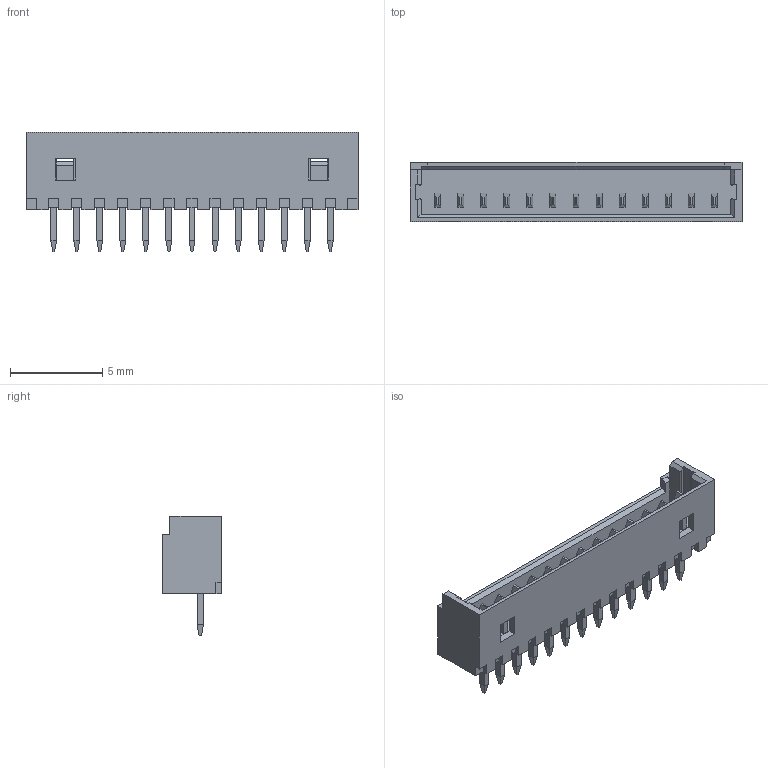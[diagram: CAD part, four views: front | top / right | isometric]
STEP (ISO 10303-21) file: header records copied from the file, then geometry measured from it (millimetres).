
FILE_DESCRIPTION(('FreeCAD Model'),'2;1');
FILE_NAME('../packages3d/Connectors_Molex.3dshapes/Molex_PicoBlade_53047-1310.stp' ,'2016-05-16T03:27:54',('Author'),(''), 'Open CASCADE STEP processor 6.8','FreeCAD','Unknown');
FILE_SCHEMA(('AUTOMOTIVE_DESIGN_CC2 { 1 2 10303 214 -1 1 5 4 }'));
Length unit declared in the file: millimetre
Products named in the file (2): ASSEMBLY; part
Assembly tree (1 placements, depth 2):
  ASSEMBLY
    part
Bounding box: 18 x 3.2 x 6.5 mm (x, y, z)
Volume: 112.6 mm3; surface area: 460.8 mm2
Topology: 1 solids, 1 shells, 390 faces, 1032 edges, 670 vertices
Faces by surface type: plane 386, cylinder 4
Entity records: 28321 total; most frequent: CARTESIAN_POINT 4606, DIRECTION 3856, LINE 3064, VECTOR 3064, ORIENTED_EDGE 2064, PCURVE 2064, DEFINITIONAL_REPRESENTATION 2064, EDGE_CURVE 1032
